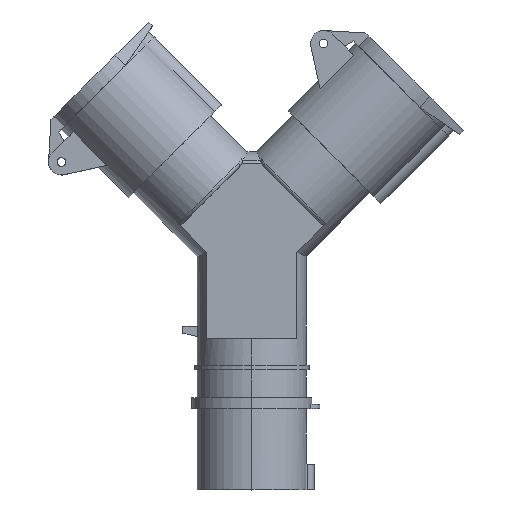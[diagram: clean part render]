
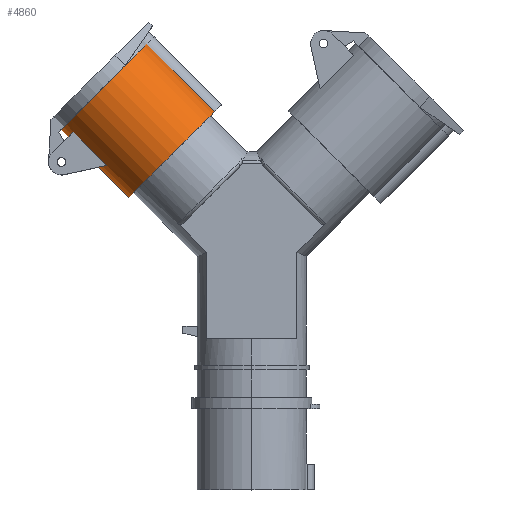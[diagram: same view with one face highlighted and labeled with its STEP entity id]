
A CAD part, top view. The second image highlights one B-rep face of the part: STEP entity #4860.
In plain terms, the highlighted cylindrical face has radius 27.5 mm (diameter 55 mm), a partial arc.
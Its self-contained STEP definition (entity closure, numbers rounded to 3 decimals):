
#23 = CARTESIAN_POINT ( 'NONE',  ( -68.821, 145.079, 4.463 ) ) ;
#50 = CARTESIAN_POINT ( 'NONE',  ( -55.259, 131.517, 0. ) ) ;
#134 = CARTESIAN_POINT ( 'NONE',  ( -68.821, 145.079, 0. ) ) ;
#257 = EDGE_CURVE ( 'NONE', #6985, #850, #4585, .T. ) ;
#453 = EDGE_CURVE ( 'NONE', #5514, #1644, #6577, .T. ) ;
#556 = DIRECTION ( 'NONE',  ( -0.707, 0.707, 0. ) ) ;
#709 = AXIS2_PLACEMENT_3D ( 'NONE', #790, #4820, #1405 ) ;
#786 = CARTESIAN_POINT ( 'NONE',  ( -80.266, 160.956, 12.75 ) ) ;
#790 = CARTESIAN_POINT ( 'NONE',  ( -63.037, 178.186, 0. ) ) ;
#850 = VERTEX_POINT ( 'NONE', #7288 ) ;
#1008 = CARTESIAN_POINT ( 'NONE',  ( -55.259, 131.517, 0. ) ) ;
#1095 = EDGE_LOOP ( 'NONE', ( #3364, #3686, #4766, #5682, #4020, #1646, #4089, #7375, #3741, #3483 ) ) ;
#1148 = CYLINDRICAL_SURFACE ( 'NONE', #6812, 27.5 ) ;
#1234 = DIRECTION ( 'NONE',  ( -0.707, 0.707, 0. ) ) ;
#1268 = AXIS2_PLACEMENT_3D ( 'NONE', #3411, #7381, #3988 ) ;
#1327 = LINE ( 'NONE', #6338, #5914 ) ;
#1405 = DIRECTION ( 'NONE',  ( 0.707, 0.707, 0. ) ) ;
#1465 = EDGE_CURVE ( 'NONE', #7133, #6985, #6649, .T. ) ;
#1621 = DIRECTION ( 'NONE',  ( -0.707, 0.707, 0. ) ) ;
#1644 = VERTEX_POINT ( 'NONE', #786 ) ;
#1646 = ORIENTED_EDGE ( 'NONE', *, *, #2038, .F. ) ;
#1650 = CARTESIAN_POINT ( 'NONE',  ( -85.665, 161.922, 0. ) ) ;
#1656 = EDGE_CURVE ( 'NONE', #7214, #3713, #4047, .T. ) ;
#1784 = EDGE_CURVE ( 'NONE', #7214, #6734, #4682, .T. ) ;
#1846 = VECTOR ( 'NONE', #5491, 1000. ) ;
#1905 = EDGE_CURVE ( 'NONE', #3713, #850, #2104, .T. ) ;
#2038 = EDGE_CURVE ( 'NONE', #3968, #7133, #7308, .T. ) ;
#2095 = CARTESIAN_POINT ( 'NONE',  ( -70.504, 146.762, 3.431 ) ) ;
#2104 = LINE ( 'NONE', #4135, #3593 ) ;
#2430 = CARTESIAN_POINT ( 'NONE',  ( -16.798, 169.978, 5.75 ) ) ;
#2584 = CARTESIAN_POINT ( 'NONE',  ( -35.814, 150.962, 0. ) ) ;
#2892 = FACE_OUTER_BOUND ( 'NONE', #1095, .T. ) ;
#2924 = CARTESIAN_POINT ( 'NONE',  ( -70.504, 146.762, 0. ) ) ;
#2942 = CARTESIAN_POINT ( 'NONE',  ( -35.814, 150.962, 0. ) ) ;
#2966 = CARTESIAN_POINT ( 'NONE',  ( -65.176, 145.866, 12.75 ) ) ;
#3089 = CARTESIAN_POINT ( 'NONE',  ( -81.152, 160.071, 10. ) ) ;
#3149 = DIRECTION ( 'NONE',  ( -0.707, -0.707, 0. ) ) ;
#3364 = ORIENTED_EDGE ( 'NONE', *, *, #1784, .F. ) ;
#3411 = CARTESIAN_POINT ( 'NONE',  ( -66.219, 181.368, 0. ) ) ;
#3483 = ORIENTED_EDGE ( 'NONE', *, *, #5832, .T. ) ;
#3486 = DIRECTION ( 'NONE',  ( -0.707, 0.707, 0. ) ) ;
#3517 = CARTESIAN_POINT ( 'NONE',  ( -67.582, 145.346, 8.796 ) ) ;
#3593 = VECTOR ( 'NONE', #1234, 1000. ) ;
#3686 = ORIENTED_EDGE ( 'NONE', *, *, #1656, .T. ) ;
#3713 = VERTEX_POINT ( 'NONE', #2430 ) ;
#3741 = ORIENTED_EDGE ( 'NONE', *, *, #4853, .F. ) ;
#3781 = CARTESIAN_POINT ( 'NONE',  ( -68.314, 147.234, 10. ) ) ;
#3968 = VERTEX_POINT ( 'NONE', #5439 ) ;
#3988 = DIRECTION ( 'NONE',  ( -0.707, -0.707, 0. ) ) ;
#4020 = ORIENTED_EDGE ( 'NONE', *, *, #1465, .F. ) ;
#4047 = CIRCLE ( 'NONE', #7020, 27.5 ) ;
#4089 = ORIENTED_EDGE ( 'NONE', *, *, #6825, .T. ) ;
#4092 = CARTESIAN_POINT ( 'NONE',  ( -68.821, 145.079, 0. ) ) ;
#4135 = CARTESIAN_POINT ( 'NONE',  ( -16.798, 169.978, 5.75 ) ) ;
#4372 = CARTESIAN_POINT ( 'NONE',  ( -69.766, 146.921, 6.804 ) ) ;
#4379 = CARTESIAN_POINT ( 'NONE',  ( -50.205, 129.125, 10. ) ) ;
#4585 = CIRCLE ( 'NONE', #1268, 27.5 ) ;
#4628 = CARTESIAN_POINT ( 'NONE',  ( -55.259, 131.517, 0. ) ) ;
#4631 = DIRECTION ( 'NONE',  ( -0.707, 0.707, 0. ) ) ;
#4682 = LINE ( 'NONE', #1008, #6028 ) ;
#4751 = VERTEX_POINT ( 'NONE', #6230 ) ;
#4766 = ORIENTED_EDGE ( 'NONE', *, *, #1905, .T. ) ;
#4820 = DIRECTION ( 'NONE',  ( -0.707, 0.707, 0. ) ) ;
#4853 = EDGE_CURVE ( 'NONE', #4751, #1644, #1327, .T. ) ;
#4860 = ADVANCED_FACE ( 'NONE', ( #2892 ), #1148, .T. ) ;
#5039 = LINE ( 'NONE', #4379, #1846 ) ;
#5093 = VECTOR ( 'NONE', #556, 1000. ) ;
#5439 = CARTESIAN_POINT ( 'NONE',  ( -68.314, 147.234, 10. ) ) ;
#5491 = DIRECTION ( 'NONE',  ( -0.707, 0.707, 0. ) ) ;
#5514 = VERTEX_POINT ( 'NONE', #3089 ) ;
#5682 = ORIENTED_EDGE ( 'NONE', *, *, #257, .F. ) ;
#5832 = EDGE_CURVE ( 'NONE', #4751, #6734, #6312, .T. ) ;
#5914 = VECTOR ( 'NONE', #4631, 1000. ) ;
#6028 = VECTOR ( 'NONE', #1621, 1000. ) ;
#6091 = CARTESIAN_POINT ( 'NONE',  ( -70.504, 146.762, 0. ) ) ;
#6230 = CARTESIAN_POINT ( 'NONE',  ( -65.176, 145.866, 12.75 ) ) ;
#6312 =( BOUNDED_CURVE ( )  B_SPLINE_CURVE ( 3, ( #2966, #3517, #23, #4092 ),
 .UNSPECIFIED., .F., .F. ) 
 B_SPLINE_CURVE_WITH_KNOTS ( ( 4, 4 ),
 ( 5.801, 6.283 ),
 .UNSPECIFIED. ) 
 CURVE ( )  GEOMETRIC_REPRESENTATION_ITEM ( )  RATIONAL_B_SPLINE_CURVE ( ( 1., 0.981, 0.981, 1. ) ) 
 REPRESENTATION_ITEM ( '' )  );
#6338 = CARTESIAN_POINT ( 'NONE',  ( -53.043, 133.733, 12.75 ) ) ;
#6557 = DIRECTION ( 'NONE',  ( -0.707, 0.707, 0. ) ) ;
#6577 = CIRCLE ( 'NONE', #709, 27.5 ) ;
#6649 = LINE ( 'NONE', #4628, #5093 ) ;
#6734 = VERTEX_POINT ( 'NONE', #134 ) ;
#6812 = AXIS2_PLACEMENT_3D ( 'NONE', #2942, #3486, #7452 ) ;
#6825 = EDGE_CURVE ( 'NONE', #3968, #5514, #5039, .T. ) ;
#6985 = VERTEX_POINT ( 'NONE', #1650 ) ;
#7020 = AXIS2_PLACEMENT_3D ( 'NONE', #2584, #6557, #3149 ) ;
#7133 = VERTEX_POINT ( 'NONE', #2924 ) ;
#7214 = VERTEX_POINT ( 'NONE', #50 ) ;
#7288 = CARTESIAN_POINT ( 'NONE',  ( -47.204, 200.383, 5.75 ) ) ;
#7308 =( BOUNDED_CURVE ( )  B_SPLINE_CURVE ( 3, ( #3781, #4372, #2095, #6091 ),
 .UNSPECIFIED., .F., .T. ) 
 B_SPLINE_CURVE_WITH_KNOTS ( ( 4, 4 ),
 ( 5.911, 6.283 ),
 .UNSPECIFIED. ) 
 CURVE ( )  GEOMETRIC_REPRESENTATION_ITEM ( )  RATIONAL_B_SPLINE_CURVE ( ( 1., 0.988, 0.988, 1. ) ) 
 REPRESENTATION_ITEM ( '' )  );
#7375 = ORIENTED_EDGE ( 'NONE', *, *, #453, .T. ) ;
#7381 = DIRECTION ( 'NONE',  ( -0.707, 0.707, 0. ) ) ;
#7452 = DIRECTION ( 'NONE',  ( -0.707, -0.707, 0. ) ) ;
